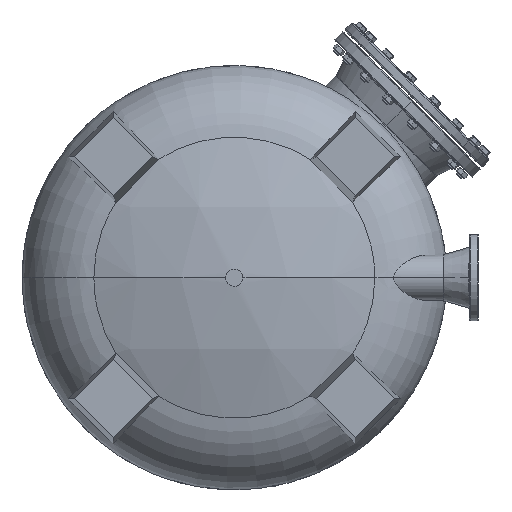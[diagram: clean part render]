
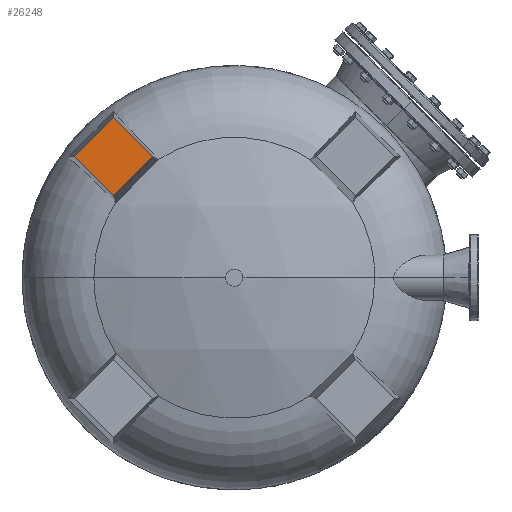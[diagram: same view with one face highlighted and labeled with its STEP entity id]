
A CAD part, front view. The second image highlights one B-rep face of the part: STEP entity #26248.
In plain terms, the highlighted planar face has unit normal (0, -1, 0).
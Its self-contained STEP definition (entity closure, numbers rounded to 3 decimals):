
#322 = CARTESIAN_POINT ( 'NONE',  ( -461.936, -1238.059, 354.121 ) ) ;
#879 = CARTESIAN_POINT ( 'NONE',  ( -461.936, -1238.059, 354.121 ) ) ;
#960 = ORIENTED_EDGE ( 'NONE', *, *, #11771, .F. ) ;
#1961 = CARTESIAN_POINT ( 'NONE',  ( -575.073, -1238.059, 240.984 ) ) ;
#2954 = CARTESIAN_POINT ( 'NONE',  ( -110.855, -1238.059, -110.096 ) ) ;
#3671 = B_SPLINE_CURVE_WITH_KNOTS ( 'NONE', 3,
 ( #26304, #22728, #34729, #1961 ),
 .UNSPECIFIED., .F., .F.,
 ( 4, 4 ),
 ( 0., 1. ),
 .UNSPECIFIED. ) ;
#3679 = EDGE_CURVE ( 'NONE', #22504, #44726, #3671, .T. ) ;
#3799 = EDGE_CURVE ( 'NONE', #14622, #27534, #22526, .T. ) ;
#4649 = CARTESIAN_POINT ( 'NONE',  ( -348.799, -1238.059, 240.984 ) ) ;
#6790 = DIRECTION ( 'NONE',  ( 0., -1., 0. ) ) ;
#7063 = PLANE ( 'NONE',  #46647 ) ;
#8203 = CARTESIAN_POINT ( 'NONE',  ( -386.511, -1238.059, 278.697 ) ) ;
#10594 = B_SPLINE_CURVE_WITH_KNOTS ( 'NONE', 3,
 ( #13175, #21370, #38044, #879 ),
 .UNSPECIFIED., .F., .F.,
 ( 4, 4 ),
 ( 0., 1. ),
 .UNSPECIFIED. ) ;
#11771 = EDGE_CURVE ( 'NONE', #44726, #14622, #10594, .T. ) ;
#11810 = ORIENTED_EDGE ( 'NONE', *, *, #3799, .F. ) ;
#13175 = CARTESIAN_POINT ( 'NONE',  ( -575.073, -1238.059, 240.984 ) ) ;
#14622 = VERTEX_POINT ( 'NONE', #50953 ) ;
#19884 = FACE_OUTER_BOUND ( 'NONE', #26369, .T. ) ;
#21370 = CARTESIAN_POINT ( 'NONE',  ( -537.36, -1238.059, 278.697 ) ) ;
#22052 = ORIENTED_EDGE ( 'NONE', *, *, #46285, .F. ) ;
#22504 = VERTEX_POINT ( 'NONE', #44754 ) ;
#22526 = B_SPLINE_CURVE_WITH_KNOTS ( 'NONE', 3,
 ( #322, #42334, #8203, #4649 ),
 .UNSPECIFIED., .F., .F.,
 ( 4, 4 ),
 ( 0., 1. ),
 .UNSPECIFIED. ) ;
#22728 = CARTESIAN_POINT ( 'NONE',  ( -499.648, -1238.059, 165.559 ) ) ;
#25599 = CARTESIAN_POINT ( 'NONE',  ( -424.223, -1238.059, 165.559 ) ) ;
#26248 = ADVANCED_FACE ( 'NONE', ( #19884 ), #7063, .T. ) ;
#26304 = CARTESIAN_POINT ( 'NONE',  ( -461.936, -1238.059, 127.847 ) ) ;
#26369 = EDGE_LOOP ( 'NONE', ( #11810, #960, #31255, #22052 ) ) ;
#27534 = VERTEX_POINT ( 'NONE', #45995 ) ;
#29391 = CARTESIAN_POINT ( 'NONE',  ( -575.073, -1238.059, 240.984 ) ) ;
#29403 = CARTESIAN_POINT ( 'NONE',  ( -386.511, -1238.059, 203.272 ) ) ;
#31200 = CARTESIAN_POINT ( 'NONE',  ( -348.799, -1238.059, 240.984 ) ) ;
#31255 = ORIENTED_EDGE ( 'NONE', *, *, #3679, .F. ) ;
#34292 = CARTESIAN_POINT ( 'NONE',  ( -461.936, -1238.059, 127.847 ) ) ;
#34729 = CARTESIAN_POINT ( 'NONE',  ( -537.36, -1238.059, 203.272 ) ) ;
#37685 = B_SPLINE_CURVE_WITH_KNOTS ( 'NONE', 3,
 ( #31200, #29403, #25599, #34292 ),
 .UNSPECIFIED., .F., .F.,
 ( 4, 4 ),
 ( 0., 1. ),
 .UNSPECIFIED. ) ;
#38044 = CARTESIAN_POINT ( 'NONE',  ( -499.648, -1238.059, 316.409 ) ) ;
#40926 = DIRECTION ( 'NONE',  ( 0., 0., -1. ) ) ;
#42334 = CARTESIAN_POINT ( 'NONE',  ( -424.223, -1238.059, 316.409 ) ) ;
#44726 = VERTEX_POINT ( 'NONE', #29391 ) ;
#44754 = CARTESIAN_POINT ( 'NONE',  ( -461.936, -1238.059, 127.847 ) ) ;
#45995 = CARTESIAN_POINT ( 'NONE',  ( -348.799, -1238.059, 240.984 ) ) ;
#46285 = EDGE_CURVE ( 'NONE', #27534, #22504, #37685, .T. ) ;
#46647 = AXIS2_PLACEMENT_3D ( 'NONE', #2954, #6790, #40926 ) ;
#50953 = CARTESIAN_POINT ( 'NONE',  ( -461.936, -1238.059, 354.121 ) ) ;
